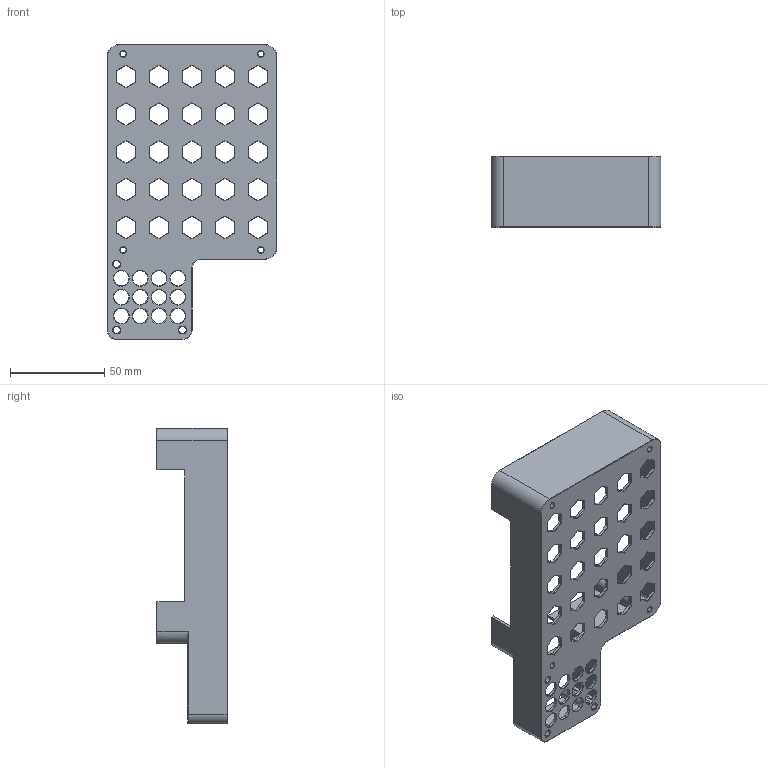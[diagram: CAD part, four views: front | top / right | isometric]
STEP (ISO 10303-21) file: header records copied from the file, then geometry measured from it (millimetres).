
FILE_DESCRIPTION (( 'STEP AP203' ), '1' );
FILE_NAME ('下位机保护壳_小政K6.STEP', '2023-09-07T14:01:45', ( 'Leo' ), ( '' ), 'SwSTEP 2.0', 'SolidWorks 2018', '' );
FILE_SCHEMA (( 'CONFIG_CONTROL_DESIGN' ));
Length unit declared in the file: millimetre
Products named in the file (1): 下位机保护壳_小政K6
Bounding box: 90 x 37.6 x 156.5 mm (x, y, z)
Volume: 44966.4 mm3; surface area: 52254.7 mm2
Topology: 1 solids, 1 shells, 509 faces, 1273 edges, 763 vertices
Faces by surface type: plane 371, cone 69, cylinder 65, torus 4
Entity records: 15026 total; most frequent: CARTESIAN_POINT 2620, ORIENTED_EDGE 2546, DIRECTION 2492, EDGE_CURVE 1273, LINE 1054, VECTOR 1054, VERTEX_POINT 763, AXIS2_PLACEMENT_3D 719
